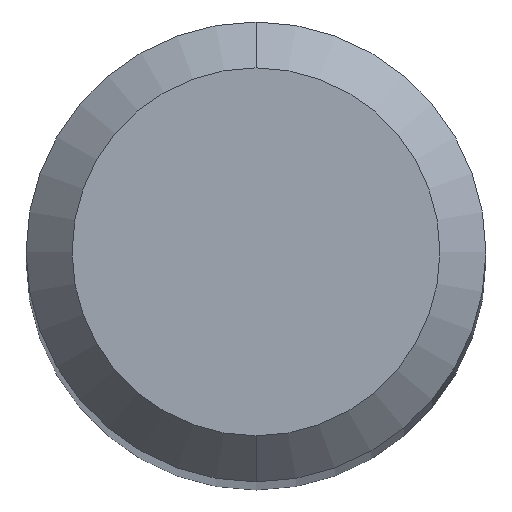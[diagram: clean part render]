
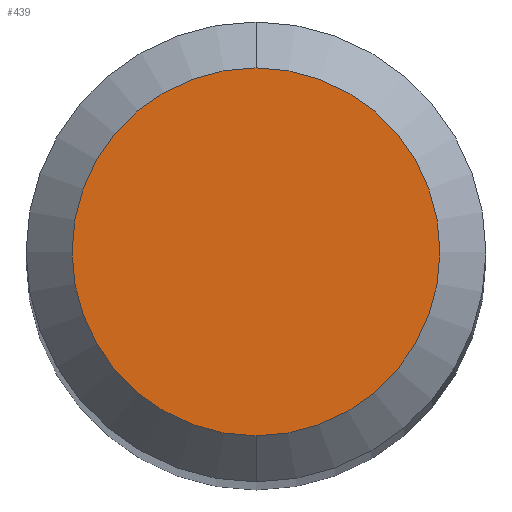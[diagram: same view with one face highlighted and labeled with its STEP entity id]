
A CAD part, top view. The second image highlights one B-rep face of the part: STEP entity #439.
In plain terms, the highlighted planar face has unit normal (0, 0, 1).
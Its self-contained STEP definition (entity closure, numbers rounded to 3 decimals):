
#235=EDGE_CURVE('',#357,#419,#534,.T.);
#339=EDGE_CURVE('',#419,#357,#653,.T.);
#357=VERTEX_POINT('',#673);
#419=VERTEX_POINT('',#737);
#439=ADVANCED_FACE('',(#757),#758,.T.);
#534=CIRCLE('',#915,1.2);
#653=CIRCLE('',#1147,1.2);
#673=CARTESIAN_POINT('',(0.,-1.2,0.0));
#737=CARTESIAN_POINT('',(0.0,1.2,0.0));
#757=FACE_OUTER_BOUND('',#1376,.T.);
#758=PLANE('',#1377);
#915=AXIS2_PLACEMENT_3D('',#1457,#1458,#1459);
#1147=AXIS2_PLACEMENT_3D('',#1622,#1623,#1624);
#1376=EDGE_LOOP('',(#1710,#1711));
#1377=AXIS2_PLACEMENT_3D('',#1712,#1713,#1714);
#1457=CARTESIAN_POINT('',(0.0,0.0,0.0));
#1458=DIRECTION('',(0.0,0.0,-1.0));
#1459=DIRECTION('',(0.0,1.0,0.0));
#1622=CARTESIAN_POINT('',(0.0,0.0,0.0));
#1623=DIRECTION('',(0.0,0.0,-1.0));
#1624=DIRECTION('',(0.0,1.0,0.0));
#1710=ORIENTED_EDGE('',*,*,#339,.F.);
#1711=ORIENTED_EDGE('',*,*,#235,.F.);
#1712=CARTESIAN_POINT('',(0.0,0.6,0.0));
#1713=DIRECTION('',(-0.0,0.0,1.0));
#1714=DIRECTION('',(0.0,-1.0,0.0));
